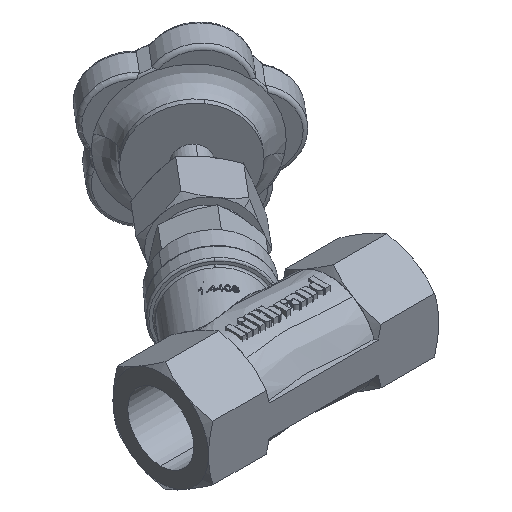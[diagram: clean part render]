
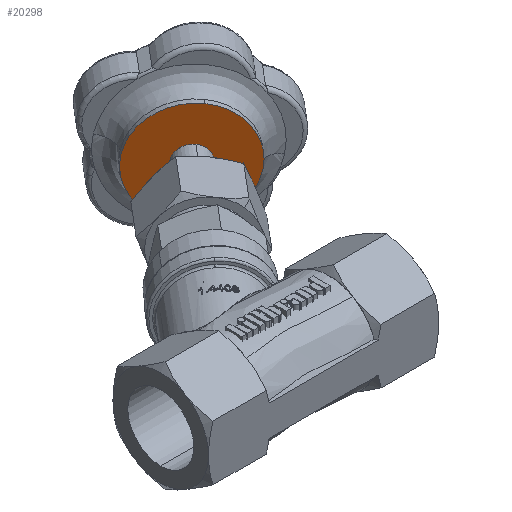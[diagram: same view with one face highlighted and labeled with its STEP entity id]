
A CAD part, isometric view. The second image highlights one B-rep face of the part: STEP entity #20298.
In plain terms, the highlighted face is planar.
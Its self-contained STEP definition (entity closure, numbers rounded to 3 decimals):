
#148 = ORIENTED_EDGE ( 'NONE', *, *, #4996, .T. ) ;
#453 = EDGE_LOOP ( 'NONE', ( #10276, #4959, #9869, #148 ) ) ;
#868 = CARTESIAN_POINT ( 'NONE',  ( 3., -3., -6.5 ) ) ;
#1330 = CARTESIAN_POINT ( 'NONE',  ( 0., 0., -6.5 ) ) ;
#1823 = LINE ( 'NONE', #7521, #18502 ) ;
#3100 = VECTOR ( 'NONE', #15388, 1000. ) ;
#3253 = VERTEX_POINT ( 'NONE', #14463 ) ;
#3257 = VERTEX_POINT ( 'NONE', #16443 ) ;
#3422 = ORIENTED_EDGE ( 'NONE', *, *, #14646, .T. ) ;
#3438 = EDGE_CURVE ( 'NONE', #12449, #13622, #1823, .T. ) ;
#3526 = LINE ( 'NONE', #18596, #3100 ) ;
#3836 = EDGE_CURVE ( 'NONE', #3257, #3253, #12195, .T. ) ;
#4111 = AXIS2_PLACEMENT_3D ( 'NONE', #1330, #13086, #9797 ) ;
#4959 = ORIENTED_EDGE ( 'NONE', *, *, #20598, .T. ) ;
#4996 = EDGE_CURVE ( 'NONE', #16523, #12449, #3526, .T. ) ;
#5777 = DIRECTION ( 'NONE',  ( 0., 0., -1. ) ) ;
#6617 = CARTESIAN_POINT ( 'NONE',  ( -3., -3., -6.5 ) ) ;
#7483 = AXIS2_PLACEMENT_3D ( 'NONE', #7669, #5777, #7548 ) ;
#7521 = CARTESIAN_POINT ( 'NONE',  ( -3., 3., -6.5 ) ) ;
#7548 = DIRECTION ( 'NONE',  ( 0., 1., 0. ) ) ;
#7669 = CARTESIAN_POINT ( 'NONE',  ( 0., 0., -6.5 ) ) ;
#8874 = DIRECTION ( 'NONE',  ( 1., 0., 0. ) ) ;
#8957 = DIRECTION ( 'NONE',  ( 0., -1., 0. ) ) ;
#9007 = FACE_OUTER_BOUND ( 'NONE', #11477, .T. ) ;
#9114 = DIRECTION ( 'NONE',  ( 0., -1., 0. ) ) ;
#9797 = DIRECTION ( 'NONE',  ( 0., 1., 0. ) ) ;
#9869 = ORIENTED_EDGE ( 'NONE', *, *, #20818, .T. ) ;
#10276 = ORIENTED_EDGE ( 'NONE', *, *, #3438, .T. ) ;
#11477 = EDGE_LOOP ( 'NONE', ( #3422, #15889 ) ) ;
#11544 = CARTESIAN_POINT ( 'NONE',  ( 3., 3., -6.5 ) ) ;
#11607 = LINE ( 'NONE', #13467, #13577 ) ;
#12195 = CIRCLE ( 'NONE', #4111, 14.5 ) ;
#12377 = LINE ( 'NONE', #19426, #16040 ) ;
#12399 = PLANE ( 'NONE',  #18150 ) ;
#12449 = VERTEX_POINT ( 'NONE', #14106 ) ;
#12508 = DIRECTION ( 'NONE',  ( 0., 0., -1. ) ) ;
#13086 = DIRECTION ( 'NONE',  ( 0., 0., -1. ) ) ;
#13467 = CARTESIAN_POINT ( 'NONE',  ( 3., -3., -6.5 ) ) ;
#13577 = VECTOR ( 'NONE', #16658, 1000. ) ;
#13622 = VERTEX_POINT ( 'NONE', #6617 ) ;
#14106 = CARTESIAN_POINT ( 'NONE',  ( -3., 3., -6.5 ) ) ;
#14153 = CIRCLE ( 'NONE', #7483, 14.5 ) ;
#14463 = CARTESIAN_POINT ( 'NONE',  ( 0., 14.5, -6.5 ) ) ;
#14646 = EDGE_CURVE ( 'NONE', #3253, #3257, #14153, .T. ) ;
#15388 = DIRECTION ( 'NONE',  ( -1., 0., 0. ) ) ;
#15889 = ORIENTED_EDGE ( 'NONE', *, *, #3836, .T. ) ;
#16040 = VECTOR ( 'NONE', #8874, 1000. ) ;
#16443 = CARTESIAN_POINT ( 'NONE',  ( 0., -14.5, -6.5 ) ) ;
#16523 = VERTEX_POINT ( 'NONE', #11544 ) ;
#16658 = DIRECTION ( 'NONE',  ( 0., 1., 0. ) ) ;
#18150 = AXIS2_PLACEMENT_3D ( 'NONE', #19449, #12508, #9114 ) ;
#18502 = VECTOR ( 'NONE', #8957, 1000. ) ;
#18596 = CARTESIAN_POINT ( 'NONE',  ( 3., 3., -6.5 ) ) ;
#19119 = FACE_BOUND ( 'NONE', #453, .T. ) ;
#19426 = CARTESIAN_POINT ( 'NONE',  ( -3., -3., -6.5 ) ) ;
#19449 = CARTESIAN_POINT ( 'NONE',  ( 0., 7.25, -6.5 ) ) ;
#20298 = ADVANCED_FACE ( 'NONE', ( #19119, #9007 ), #12399, .T. ) ;
#20375 = VERTEX_POINT ( 'NONE', #868 ) ;
#20598 = EDGE_CURVE ( 'NONE', #13622, #20375, #12377, .T. ) ;
#20818 = EDGE_CURVE ( 'NONE', #20375, #16523, #11607, .T. ) ;
